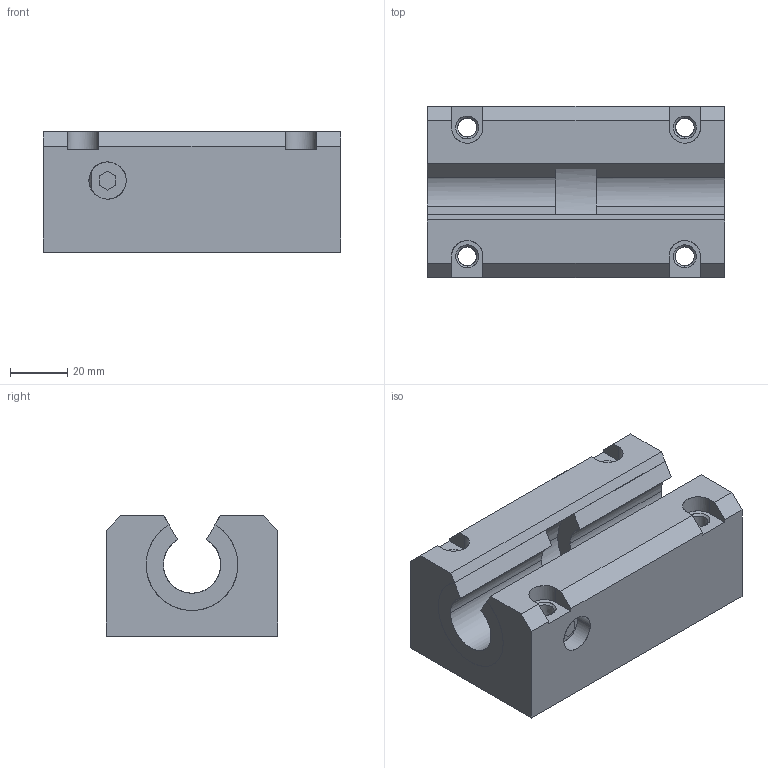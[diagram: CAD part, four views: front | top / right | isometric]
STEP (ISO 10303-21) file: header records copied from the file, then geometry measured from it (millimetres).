
FILE_DESCRIPTION ((), '1');
FILE_NAME ('TE33-220.stp', '2018-12-13T15:53:05', ('Unknown'), ('Unknown'), 'HarmonyWare STEP v2.0.5', 'Vectorworks', '');
FILE_SCHEMA (('CONFIG_CONTROL_DESIGN'));
Length unit declared in the file: millimetre
Products named in the file (107): NONE
Assembly tree (106 placements, depth 2):
  NONE
    NONE
    NONE
    NONE
    NONE
    NONE
    NONE
    NONE
    NONE
    NONE
    NONE
    NONE
    NONE
    NONE
    NONE
    NONE
    NONE
    NONE
    NONE
    NONE
    NONE
    NONE
    NONE
    NONE
    NONE
    NONE
    NONE
    NONE
    NONE
    NONE
    NONE
    NONE
    NONE
    NONE
    NONE
    NONE
    NONE
    NONE
    NONE
    NONE
    NONE
    NONE
    NONE
    NONE
    NONE
    NONE
    NONE
    NONE
    NONE
    NONE
    NONE
    NONE
    NONE
    NONE
    NONE
    NONE
    NONE
    NONE
    NONE
    NONE
Bounding box: 104 x 60 x 42 mm (x, y, z)
Surface area: 34974.9 mm2 (no closed solid volume)
Topology: 0 solids, 106 shells, 106 faces, 540 edges, 540 vertices
Faces by surface type: bspline 106
Entity records: 21623 total; most frequent: CARTESIAN_POINT 5282, PERSON 1068, ORGANIZATION 1068, PERSON_AND_ORGANIZATION 1068, CALENDAR_DATE 747, COORDINATED_UNIVERSAL_TIME_OFFSET 747, LOCAL_TIME 747, DATE_AND_TIME 747
